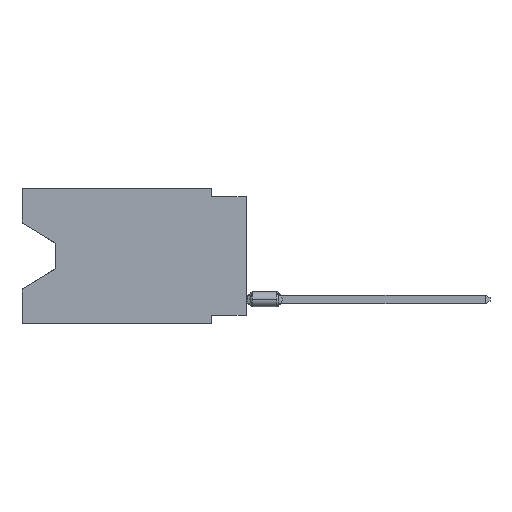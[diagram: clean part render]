
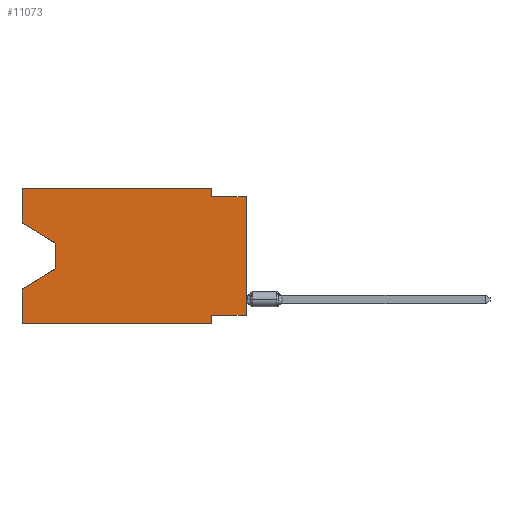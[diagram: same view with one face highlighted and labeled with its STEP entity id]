
A CAD part, left-side view. The second image highlights one B-rep face of the part: STEP entity #11073.
In plain terms, the highlighted planar face has unit normal (-1, 0, 0).
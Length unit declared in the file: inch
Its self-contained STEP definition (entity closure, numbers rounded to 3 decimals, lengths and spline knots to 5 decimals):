
#84 = DIRECTION ( 'NONE',  ( 0., 0., 1. ) ) ;
#274 = DIRECTION ( 'NONE',  ( 0., 0., 1. ) ) ;
#433 = LINE ( 'NONE', #6379, #3983 ) ;
#888 = LINE ( 'NONE', #5865, #11908 ) ;
#967 = VERTEX_POINT ( 'NONE', #7976 ) ;
#1287 = CARTESIAN_POINT ( 'NONE',  ( 0., 0.645, 0. ) ) ;
#1370 = DIRECTION ( 'NONE',  ( 0., 0., 1. ) ) ;
#1446 = AXIS2_PLACEMENT_3D ( 'NONE', #11096, #4227, #6223 ) ;
#1913 = CARTESIAN_POINT ( 'NONE',  ( 0., 0., 0. ) ) ;
#1917 = EDGE_CURVE ( 'NONE', #967, #2059, #433, .T. ) ;
#2059 = VERTEX_POINT ( 'NONE', #3864 ) ;
#2133 = ORIENTED_EDGE ( 'NONE', *, *, #7211, .F. ) ;
#2140 = CARTESIAN_POINT ( 'NONE',  ( 0., 0., -0.365 ) ) ;
#2164 = CARTESIAN_POINT ( 'NONE',  ( 0., 0.645, 0. ) ) ;
#2934 = EDGE_CURVE ( 'NONE', #11575, #12330, #5964, .T. ) ;
#2951 = DIRECTION ( 'NONE',  ( 0., -1., 0. ) ) ;
#3027 = EDGE_CURVE ( 'NONE', #967, #9428, #11089, .T. ) ;
#3085 = LINE ( 'NONE', #2140, #10401 ) ;
#3155 = LINE ( 'NONE', #7096, #11446 ) ;
#3627 = CARTESIAN_POINT ( 'NONE',  ( 0., 0.645, 0. ) ) ;
#3787 = VERTEX_POINT ( 'NONE', #12289 ) ;
#3797 = ORIENTED_EDGE ( 'NONE', *, *, #1917, .T. ) ;
#3864 = CARTESIAN_POINT ( 'NONE',  ( 0., 0.1, -0.39 ) ) ;
#3983 = VECTOR ( 'NONE', #8380, 39.37008 ) ;
#4189 = VECTOR ( 'NONE', #10687, 39.37008 ) ;
#4227 = DIRECTION ( 'NONE',  ( 1., 0., 0. ) ) ;
#4567 = VERTEX_POINT ( 'NONE', #8018 ) ;
#4670 = CARTESIAN_POINT ( 'NONE',  ( 0., 0., -0.365 ) ) ;
#4716 = VERTEX_POINT ( 'NONE', #10283 ) ;
#4949 = VECTOR ( 'NONE', #1370, 39.37008 ) ;
#5019 = PLANE ( 'NONE',  #1446 ) ;
#5191 = EDGE_CURVE ( 'NONE', #11575, #11792, #7829, .T. ) ;
#5212 = CARTESIAN_POINT ( 'NONE',  ( 0., 0.55, -0.232 ) ) ;
#5233 = DIRECTION ( 'NONE',  ( 0., -1., 0. ) ) ;
#5382 = VECTOR ( 'NONE', #5233, 39.37008 ) ;
#5508 = LINE ( 'NONE', #9261, #5994 ) ;
#5542 = VECTOR ( 'NONE', #274, 39.37008 ) ;
#5567 = DIRECTION ( 'NONE',  ( 0., 0., -1. ) ) ;
#5787 = EDGE_CURVE ( 'NONE', #10220, #4567, #3085, .T. ) ;
#5834 = EDGE_CURVE ( 'NONE', #8335, #3787, #3155, .T. ) ;
#5865 = CARTESIAN_POINT ( 'NONE',  ( 0., 0., -0.025 ) ) ;
#5964 = LINE ( 'NONE', #2164, #6378 ) ;
#5994 = VECTOR ( 'NONE', #5567, 39.37008 ) ;
#6223 = DIRECTION ( 'NONE',  ( 0., 0., -1. ) ) ;
#6278 = VECTOR ( 'NONE', #7314, 39.37008 ) ;
#6378 = VECTOR ( 'NONE', #84, 39.37008 ) ;
#6379 = CARTESIAN_POINT ( 'NONE',  ( 0., 0.645, -0.39 ) ) ;
#6650 = EDGE_CURVE ( 'NONE', #4567, #2059, #10187, .T. ) ;
#6734 = CARTESIAN_POINT ( 'NONE',  ( 0., 0.645, -0.10025 ) ) ;
#6740 = ORIENTED_EDGE ( 'NONE', *, *, #11983, .F. ) ;
#6741 = CARTESIAN_POINT ( 'NONE',  ( 0., 0.55, -0.232 ) ) ;
#7096 = CARTESIAN_POINT ( 'NONE',  ( 0., 0.1, 0. ) ) ;
#7170 = ORIENTED_EDGE ( 'NONE', *, *, #6650, .F. ) ;
#7211 = EDGE_CURVE ( 'NONE', #3787, #4716, #888, .T. ) ;
#7314 = DIRECTION ( 'NONE',  ( 0., 0., -1. ) ) ;
#7660 = ORIENTED_EDGE ( 'NONE', *, *, #9889, .T. ) ;
#7829 = LINE ( 'NONE', #6734, #4189 ) ;
#7933 = DIRECTION ( 'NONE',  ( 0., 0.855, -0.519 ) ) ;
#7976 = CARTESIAN_POINT ( 'NONE',  ( 0., 0.645, -0.39 ) ) ;
#8018 = CARTESIAN_POINT ( 'NONE',  ( 0., 0.1, -0.365 ) ) ;
#8020 = ORIENTED_EDGE ( 'NONE', *, *, #11228, .T. ) ;
#8033 = VECTOR ( 'NONE', #7933, 39.37008 ) ;
#8246 = ORIENTED_EDGE ( 'NONE', *, *, #5787, .F. ) ;
#8327 = ORIENTED_EDGE ( 'NONE', *, *, #3027, .F. ) ;
#8335 = VERTEX_POINT ( 'NONE', #8391 ) ;
#8380 = DIRECTION ( 'NONE',  ( 0., -1., 0. ) ) ;
#8391 = CARTESIAN_POINT ( 'NONE',  ( 0., 0.1, 0. ) ) ;
#8591 = CARTESIAN_POINT ( 'NONE',  ( 0., 0.55, -0.158 ) ) ;
#8683 = ORIENTED_EDGE ( 'NONE', *, *, #9567, .T. ) ;
#9261 = CARTESIAN_POINT ( 'NONE',  ( 0., 0.55, -0.158 ) ) ;
#9428 = VERTEX_POINT ( 'NONE', #12620 ) ;
#9451 = CARTESIAN_POINT ( 'NONE',  ( 0., 0.1, -0.39 ) ) ;
#9567 = EDGE_CURVE ( 'NONE', #11350, #9428, #10129, .T. ) ;
#9848 = ORIENTED_EDGE ( 'NONE', *, *, #5191, .T. ) ;
#9889 = EDGE_CURVE ( 'NONE', #10220, #4716, #12798, .T. ) ;
#10022 = DIRECTION ( 'NONE',  ( 0., 1., 0. ) ) ;
#10129 = LINE ( 'NONE', #5212, #8033 ) ;
#10187 = LINE ( 'NONE', #9451, #6278 ) ;
#10220 = VERTEX_POINT ( 'NONE', #4670 ) ;
#10283 = CARTESIAN_POINT ( 'NONE',  ( 0., 0., -0.025 ) ) ;
#10401 = VECTOR ( 'NONE', #10022, 39.37008 ) ;
#10687 = DIRECTION ( 'NONE',  ( 0., -0.855, -0.519 ) ) ;
#11064 = DIRECTION ( 'NONE',  ( 0., 0., -1. ) ) ;
#11073 = ADVANCED_FACE ( 'NONE', ( #11899 ), #5019, .F. ) ;
#11089 = LINE ( 'NONE', #11142, #4949 ) ;
#11096 = CARTESIAN_POINT ( 'NONE',  ( 0., 0.645, 0. ) ) ;
#11142 = CARTESIAN_POINT ( 'NONE',  ( 0., 0.645, 0. ) ) ;
#11228 = EDGE_CURVE ( 'NONE', #11792, #11350, #5508, .T. ) ;
#11313 = LINE ( 'NONE', #1287, #5382 ) ;
#11350 = VERTEX_POINT ( 'NONE', #6741 ) ;
#11439 = ORIENTED_EDGE ( 'NONE', *, *, #2934, .F. ) ;
#11446 = VECTOR ( 'NONE', #11064, 39.37008 ) ;
#11468 = CARTESIAN_POINT ( 'NONE',  ( 0., 0.645, -0.10025 ) ) ;
#11575 = VERTEX_POINT ( 'NONE', #11468 ) ;
#11792 = VERTEX_POINT ( 'NONE', #8591 ) ;
#11899 = FACE_OUTER_BOUND ( 'NONE', #12315, .T. ) ;
#11908 = VECTOR ( 'NONE', #2951, 39.37008 ) ;
#11983 = EDGE_CURVE ( 'NONE', #12330, #8335, #11313, .T. ) ;
#12289 = CARTESIAN_POINT ( 'NONE',  ( 0., 0.1, -0.025 ) ) ;
#12315 = EDGE_LOOP ( 'NONE', ( #9848, #8020, #8683, #8327, #3797, #7170, #8246, #7660, #2133, #12704, #6740, #11439 ) ) ;
#12330 = VERTEX_POINT ( 'NONE', #3627 ) ;
#12620 = CARTESIAN_POINT ( 'NONE',  ( 0., 0.645, -0.28975 ) ) ;
#12704 = ORIENTED_EDGE ( 'NONE', *, *, #5834, .F. ) ;
#12798 = LINE ( 'NONE', #1913, #5542 ) ;
